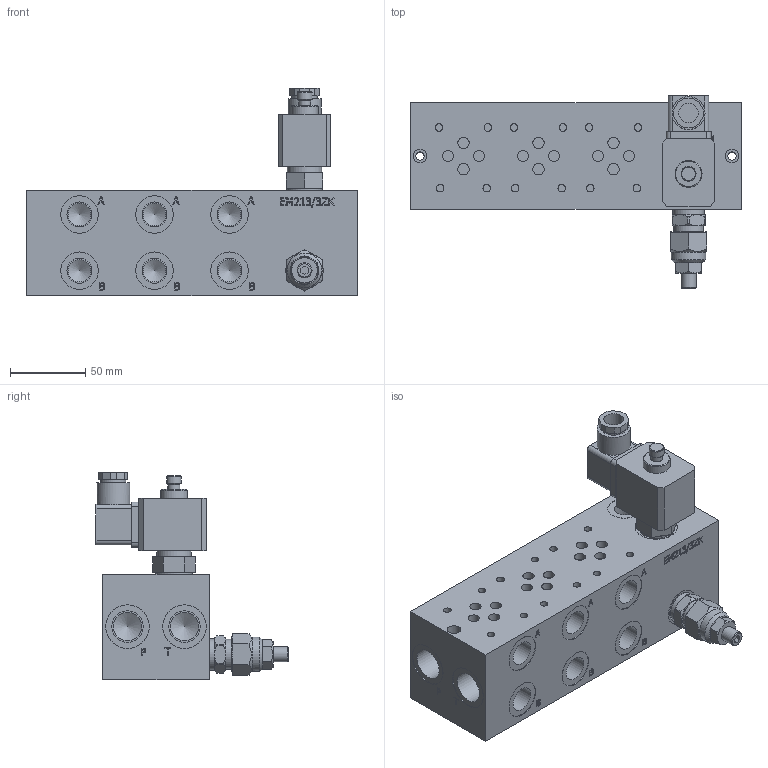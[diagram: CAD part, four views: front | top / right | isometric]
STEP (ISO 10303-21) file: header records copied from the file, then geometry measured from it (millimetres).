
FILE_DESCRIPTION(/* description */ (''),/* implementation_level */ '2;1');
FILE_NAME(/* name */ 'em213_3_zk.stp',/* time_stamp */ '2016-05-10T15:59:47+02:00',/* author */ ('Lemoine2'),/* organization */ (''),/* preprocessor_version */ 'ST-DEVELOPER v16.1',/* originating_system */ 'Autodesk Inventor 2016',/* authorisation */ '');
FILE_SCHEMA (('AUTOMOTIVE_DESIGN { 1 0 10303 214 3 1 1 }'));
Length unit declared in the file: millimetre
Products named in the file (1): em213_3_zk
Bounding box: 220 x 128 x 138.45 mm (x, y, z)
Volume: 1138886.4 mm3; surface area: 114856 mm2
Topology: 6 solids, 6 shells, 647 faces, 1592 edges, 1058 vertices
Faces by surface type: plane 404, bspline 108, cylinder 93, cone 42
Full cylindrical faces by diameter (mm): 5 x12, 5.5 x2, 6.75 x4, 7.5 x12, 8 x5, 9 x2, 9.971 x1, 10 x1, 11.5 x1, 13 x1, 13.2 x1, 15 x6, 16.662 x6, 17 x1, 18 x1, 19 x4, 19.052 x1, 20 x1, 20.955 x4, 21 x2, 22 x2, 22.8 x1, 23 x1, 24 x1, 25 x7, 28 x1, 29 x4
Entity records: 18785 total; most frequent: CARTESIAN_POINT 4619, ORIENTED_EDGE 2868, DIRECTION 2497, EDGE_CURVE 1434, VERTEX_POINT 1009, LINE 907, VECTOR 907, EDGE_LOOP 861
